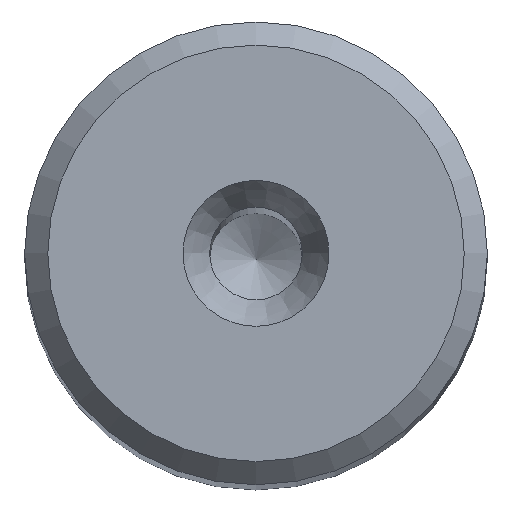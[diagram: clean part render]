
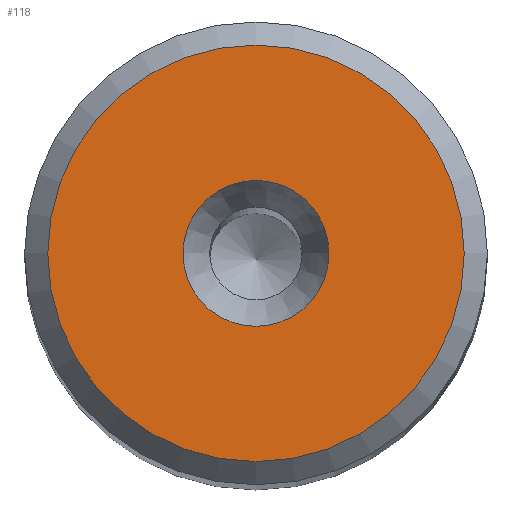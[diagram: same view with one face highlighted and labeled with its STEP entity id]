
A CAD part, top view. The second image highlights one B-rep face of the part: STEP entity #118.
In plain terms, the highlighted planar face has unit normal (0, 0, 1).
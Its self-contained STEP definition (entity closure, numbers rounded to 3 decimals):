
#43=PLANE('',#848);
#118=ADVANCED_FACE('',(#341,#342),#43,.F.);
#341=FACE_BOUND('',#463,.T.);
#342=FACE_BOUND('',#464,.T.);
#463=EDGE_LOOP('',(#583));
#464=EDGE_LOOP('',(#584));
#583=ORIENTED_EDGE('',*,*,#723,.T.);
#584=ORIENTED_EDGE('',*,*,#724,.F.);
#661=VERTEX_POINT('',#1497);
#662=VERTEX_POINT('',#1499);
#723=EDGE_CURVE('',#661,#661,#783,.T.);
#724=EDGE_CURVE('',#662,#662,#784,.T.);
#783=CIRCLE('',#846,9.);
#784=CIRCLE('',#847,3.155);
#846=AXIS2_PLACEMENT_3D('',#1496,#1013,#1014);
#847=AXIS2_PLACEMENT_3D('',#1498,#1015,#1016);
#848=AXIS2_PLACEMENT_3D('',#1500,#1017,#1018);
#1013=DIRECTION('',(0.,0.,1.));
#1014=DIRECTION('',(-1.,0.,0.));
#1015=DIRECTION('',(0.,0.,1.));
#1016=DIRECTION('',(1.,0.,0.));
#1017=DIRECTION('',(0.,0.,-1.));
#1018=DIRECTION('',(-1.,0.,0.));
#1496=CARTESIAN_POINT('',(0.,0.,130.));
#1497=CARTESIAN_POINT('',(-9.,0.,130.));
#1498=CARTESIAN_POINT('',(0.,0.,130.));
#1499=CARTESIAN_POINT('',(3.155,0.,130.));
#1500=CARTESIAN_POINT('',(10.,0.,130.));
